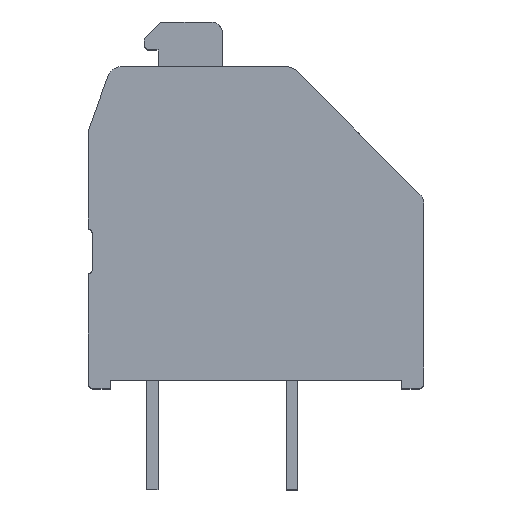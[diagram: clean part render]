
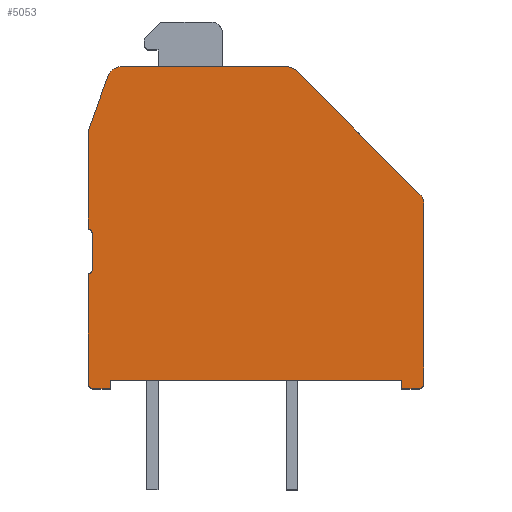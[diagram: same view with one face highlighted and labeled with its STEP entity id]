
A CAD part, top view. The second image highlights one B-rep face of the part: STEP entity #5053.
In plain terms, the highlighted planar face has unit normal (0, 0, 1).
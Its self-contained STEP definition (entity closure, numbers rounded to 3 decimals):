
#32=CIRCLE('',#5166,0.5);
#59=CIRCLE('',#5260,0.15);
#61=CIRCLE('',#5264,0.15);
#63=CIRCLE('',#5269,0.5);
#65=CIRCLE('',#5272,0.5);
#84=CIRCLE('',#5334,0.2);
#85=CIRCLE('',#5340,0.2);
#171=PLANE('',#5341);
#258=LINE('',#6513,#693);
#383=LINE('',#6832,#818);
#445=LINE('',#6983,#880);
#450=LINE('',#6994,#885);
#455=LINE('',#7008,#890);
#462=LINE('',#7025,#897);
#485=LINE('',#7065,#920);
#490=LINE('',#7081,#925);
#545=LINE('',#7236,#980);
#546=LINE('',#7238,#981);
#548=LINE('',#7242,#983);
#550=LINE('',#7246,#985);
#693=VECTOR('',#5470,1000.);
#818=VECTOR('',#5745,1000.);
#880=VECTOR('',#5869,1000.);
#885=VECTOR('',#5876,1000.);
#890=VECTOR('',#5889,1000.);
#897=VECTOR('',#5904,1000.);
#920=VECTOR('',#5929,1000.);
#925=VECTOR('',#5948,1000.);
#980=VECTOR('',#6127,1000.);
#981=VECTOR('',#6130,1000.);
#983=VECTOR('',#6134,1000.);
#985=VECTOR('',#6138,1000.);
#1757=ORIENTED_EDGE('',*,*,#2452,.T.);
#1758=ORIENTED_EDGE('',*,*,#2456,.F.);
#1759=ORIENTED_EDGE('',*,*,#2459,.T.);
#1760=ORIENTED_EDGE('',*,*,#2462,.F.);
#1761=ORIENTED_EDGE('',*,*,#2468,.T.);
#1762=ORIENTED_EDGE('',*,*,#2572,.T.);
#1763=ORIENTED_EDGE('',*,*,#2574,.T.);
#1764=ORIENTED_EDGE('',*,*,#2575,.T.);
#1765=ORIENTED_EDGE('',*,*,#2447,.T.);
#1766=ORIENTED_EDGE('',*,*,#2577,.T.);
#1767=ORIENTED_EDGE('',*,*,#2579,.T.);
#1768=ORIENTED_EDGE('',*,*,#2580,.T.);
#1769=ORIENTED_EDGE('',*,*,#2491,.T.);
#1770=ORIENTED_EDGE('',*,*,#2495,.T.);
#1771=ORIENTED_EDGE('',*,*,#2208,.T.);
#1772=ORIENTED_EDGE('',*,*,#2230,.T.);
#1773=ORIENTED_EDGE('',*,*,#2371,.T.);
#1774=ORIENTED_EDGE('',*,*,#2498,.T.);
#1775=ORIENTED_EDGE('',*,*,#2500,.T.);
#2208=EDGE_CURVE('',#2746,#2745,#258,.T.);
#2230=EDGE_CURVE('',#2745,#2763,#32,.T.);
#2371=EDGE_CURVE('',#2763,#2864,#383,.T.);
#2447=EDGE_CURVE('',#2923,#2922,#445,.T.);
#2452=EDGE_CURVE('',#2928,#2927,#450,.T.);
#2456=EDGE_CURVE('',#2930,#2927,#59,.T.);
#2459=EDGE_CURVE('',#2930,#2932,#455,.T.);
#2462=EDGE_CURVE('',#2934,#2932,#61,.T.);
#2468=EDGE_CURVE('',#2934,#2938,#462,.T.);
#2491=EDGE_CURVE('',#2955,#2954,#485,.T.);
#2495=EDGE_CURVE('',#2954,#2746,#63,.T.);
#2498=EDGE_CURVE('',#2864,#2958,#65,.T.);
#2500=EDGE_CURVE('',#2958,#2928,#490,.T.);
#2572=EDGE_CURVE('',#2938,#2995,#84,.T.);
#2574=EDGE_CURVE('',#2995,#2996,#545,.T.);
#2575=EDGE_CURVE('',#2996,#2923,#546,.T.);
#2577=EDGE_CURVE('',#2922,#2997,#548,.T.);
#2579=EDGE_CURVE('',#2997,#2998,#550,.T.);
#2580=EDGE_CURVE('',#2998,#2955,#85,.T.);
#2745=VERTEX_POINT('',#6512);
#2746=VERTEX_POINT('',#6514);
#2763=VERTEX_POINT('',#6555);
#2864=VERTEX_POINT('',#6831);
#2922=VERTEX_POINT('',#6982);
#2923=VERTEX_POINT('',#6984);
#2927=VERTEX_POINT('',#6993);
#2928=VERTEX_POINT('',#6995);
#2930=VERTEX_POINT('',#7001);
#2932=VERTEX_POINT('',#7007);
#2934=VERTEX_POINT('',#7013);
#2938=VERTEX_POINT('',#7024);
#2954=VERTEX_POINT('',#7064);
#2955=VERTEX_POINT('',#7066);
#2958=VERTEX_POINT('',#7077);
#2995=VERTEX_POINT('',#7231);
#2996=VERTEX_POINT('',#7235);
#2997=VERTEX_POINT('',#7241);
#2998=VERTEX_POINT('',#7245);
#3231=EDGE_LOOP('',(#1757,#1758,#1759,#1760,#1761,#1762,#1763,#1764,#1765,
#1766,#1767,#1768,#1769,#1770,#1771,#1772,#1773,#1774,#1775));
#3436=FACE_BOUND('',#3231,.T.);
#5053=ADVANCED_FACE('',(#3436),#171,.T.);
#5166=AXIS2_PLACEMENT_3D('',#6556,#5510,#5511);
#5260=AXIS2_PLACEMENT_3D('',#7002,#5883,#5884);
#5264=AXIS2_PLACEMENT_3D('',#7014,#5895,#5896);
#5269=AXIS2_PLACEMENT_3D('',#7072,#5936,#5937);
#5272=AXIS2_PLACEMENT_3D('',#7078,#5943,#5944);
#5334=AXIS2_PLACEMENT_3D('',#7232,#6122,#6123);
#5340=AXIS2_PLACEMENT_3D('',#7248,#6141,#6142);
#5341=AXIS2_PLACEMENT_3D('',#7249,#6143,#6144);
#5470=DIRECTION('',(-0.707,0.707,0.));
#5510=DIRECTION('',(0.,0.,1.));
#5511=DIRECTION('',(1.,0.,0.));
#5745=DIRECTION('',(-1.,0.,0.));
#5869=DIRECTION('',(1.,0.,0.));
#5876=DIRECTION('',(0.,-1.,0.));
#5883=DIRECTION('',(0.,0.,1.));
#5884=DIRECTION('',(1.,0.,0.));
#5889=DIRECTION('',(0.,-1.,0.));
#5895=DIRECTION('',(0.,0.,1.));
#5896=DIRECTION('',(1.,0.,0.));
#5904=DIRECTION('',(0.,-1.,0.));
#5929=DIRECTION('',(0.,1.,0.));
#5936=DIRECTION('',(0.,0.,1.));
#5937=DIRECTION('',(1.,0.,0.));
#5943=DIRECTION('',(0.,0.,1.));
#5944=DIRECTION('',(1.,0.,0.));
#5948=DIRECTION('',(-0.342,-0.94,0.));
#6122=DIRECTION('',(0.,0.,1.));
#6123=DIRECTION('',(1.,0.,0.));
#6127=DIRECTION('',(1.,0.,0.));
#6130=DIRECTION('',(0.,1.,0.));
#6134=DIRECTION('',(0.,-1.,0.));
#6138=DIRECTION('',(1.,0.,0.));
#6141=DIRECTION('',(0.,0.,1.));
#6142=DIRECTION('',(1.,0.,0.));
#6143=DIRECTION('',(0.,0.,1.));
#6144=DIRECTION('',(1.,0.,0.));
#6512=CARTESIAN_POINT('',(0.146,11.354,11.66));
#6513=CARTESIAN_POINT('',(4.554,6.946,11.66));
#6514=CARTESIAN_POINT('',(4.554,6.946,11.66));
#6555=CARTESIAN_POINT('',(-0.207,11.5,11.66));
#6556=CARTESIAN_POINT('',(-0.207,11.,11.66));
#6831=CARTESIAN_POINT('',(-6.113,11.5,11.66));
#6832=CARTESIAN_POINT('',(-0.207,11.5,11.66));
#6982=CARTESIAN_POINT('',(3.9,0.3,11.66));
#6983=CARTESIAN_POINT('',(-6.5,0.3,11.66));
#6984=CARTESIAN_POINT('',(-6.5,0.3,11.66));
#6993=CARTESIAN_POINT('',(-7.3,5.7,11.66));
#6994=CARTESIAN_POINT('',(-7.3,9.2,11.66));
#6995=CARTESIAN_POINT('',(-7.3,9.2,11.66));
#7001=CARTESIAN_POINT('',(-7.15,5.55,11.66));
#7002=CARTESIAN_POINT('',(-7.3,5.55,11.66));
#7007=CARTESIAN_POINT('',(-7.15,4.25,11.66));
#7008=CARTESIAN_POINT('',(-7.15,5.55,11.66));
#7013=CARTESIAN_POINT('',(-7.3,4.1,11.66));
#7014=CARTESIAN_POINT('',(-7.3,4.25,11.66));
#7024=CARTESIAN_POINT('',(-7.3,0.2,11.66));
#7025=CARTESIAN_POINT('',(-7.3,4.1,11.66));
#7064=CARTESIAN_POINT('',(4.7,6.593,11.66));
#7065=CARTESIAN_POINT('',(4.7,0.2,11.66));
#7066=CARTESIAN_POINT('',(4.7,0.2,11.66));
#7072=CARTESIAN_POINT('',(4.2,6.593,11.66));
#7077=CARTESIAN_POINT('',(-6.583,11.171,11.66));
#7078=CARTESIAN_POINT('',(-6.113,11.,11.66));
#7081=CARTESIAN_POINT('',(-6.583,11.171,11.66));
#7231=CARTESIAN_POINT('',(-7.1,0.,11.66));
#7232=CARTESIAN_POINT('',(-7.1,0.2,11.66));
#7235=CARTESIAN_POINT('',(-6.5,0.,11.66));
#7236=CARTESIAN_POINT('',(-7.1,0.,11.66));
#7238=CARTESIAN_POINT('',(-6.5,0.,11.66));
#7241=CARTESIAN_POINT('',(3.9,0.,11.66));
#7242=CARTESIAN_POINT('',(3.9,0.3,11.66));
#7245=CARTESIAN_POINT('',(4.5,0.,11.66));
#7246=CARTESIAN_POINT('',(3.9,0.,11.66));
#7248=CARTESIAN_POINT('',(4.5,0.2,11.66));
#7249=CARTESIAN_POINT('',(-7.3,5.55,11.66));
